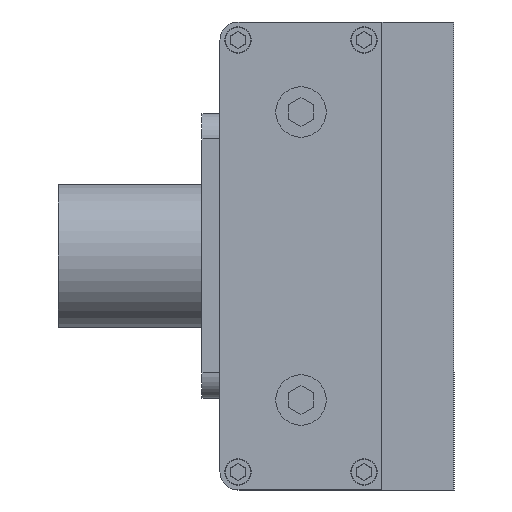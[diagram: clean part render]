
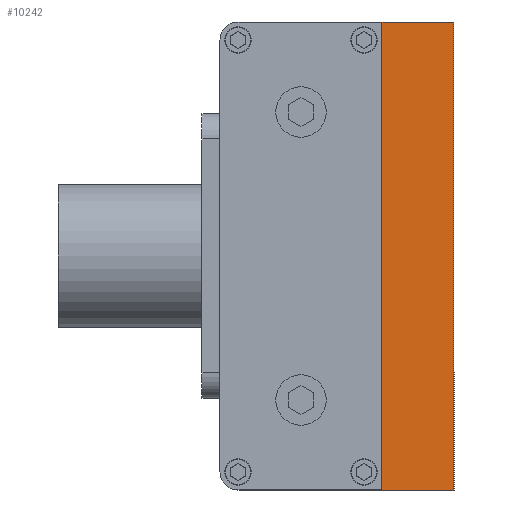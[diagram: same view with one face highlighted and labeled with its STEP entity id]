
A CAD part, left-side view. The second image highlights one B-rep face of the part: STEP entity #10242.
In plain terms, the highlighted planar face has unit normal (-1, 0, 0).
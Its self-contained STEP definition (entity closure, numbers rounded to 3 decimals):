
#1378 = EDGE_CURVE ( 'NONE', #33805, #15563, #30681, .T. ) ;
#1416 = CARTESIAN_POINT ( 'NONE',  ( -554., -20., 65. ) ) ;
#2844 = CARTESIAN_POINT ( 'NONE',  ( -554., -20., 65. ) ) ;
#4128 = LINE ( 'NONE', #27438, #19432 ) ;
#4160 = ORIENTED_EDGE ( 'NONE', *, *, #28662, .F. ) ;
#4247 = DIRECTION ( 'NONE',  ( 0., 0., -1. ) ) ;
#5360 = EDGE_CURVE ( 'NONE', #33805, #36206, #31870, .T. ) ;
#7309 = CARTESIAN_POINT ( 'NONE',  ( -554., -20., 65. ) ) ;
#7652 = CARTESIAN_POINT ( 'NONE',  ( -554., 0., -65. ) ) ;
#7757 = DIRECTION ( 'NONE',  ( 0., 1., 0. ) ) ;
#9510 = ORIENTED_EDGE ( 'NONE', *, *, #1378, .T. ) ;
#9923 = VECTOR ( 'NONE', #14517, 1000. ) ;
#10242 = ADVANCED_FACE ( 'NONE', ( #30419 ), #32920, .F. ) ;
#13368 = DIRECTION ( 'NONE',  ( 0., 0., -1. ) ) ;
#14517 = DIRECTION ( 'NONE',  ( 0., 0., -1. ) ) ;
#15563 = VERTEX_POINT ( 'NONE', #19578 ) ;
#18014 = DIRECTION ( 'NONE',  ( 0., 1., 0. ) ) ;
#18578 = CARTESIAN_POINT ( 'NONE',  ( -554., -20., -65. ) ) ;
#19432 = VECTOR ( 'NONE', #18014, 1000. ) ;
#19578 = CARTESIAN_POINT ( 'NONE',  ( -554., 0., 65. ) ) ;
#19606 = CARTESIAN_POINT ( 'NONE',  ( -554., -20., 65. ) ) ;
#19960 = VERTEX_POINT ( 'NONE', #7652 ) ;
#23660 = VECTOR ( 'NONE', #13368, 1000. ) ;
#25780 = VECTOR ( 'NONE', #7757, 1000. ) ;
#26369 = EDGE_LOOP ( 'NONE', ( #34848, #4160, #30231, #9510 ) ) ;
#26488 = EDGE_CURVE ( 'NONE', #15563, #19960, #33589, .T. ) ;
#27438 = CARTESIAN_POINT ( 'NONE',  ( -554., -20., -65. ) ) ;
#28662 = EDGE_CURVE ( 'NONE', #36206, #19960, #4128, .T. ) ;
#28838 = AXIS2_PLACEMENT_3D ( 'NONE', #7309, #30042, #4247 ) ;
#30042 = DIRECTION ( 'NONE',  ( 1., 0., 0. ) ) ;
#30231 = ORIENTED_EDGE ( 'NONE', *, *, #5360, .F. ) ;
#30419 = FACE_OUTER_BOUND ( 'NONE', #26369, .T. ) ;
#30681 = LINE ( 'NONE', #19606, #25780 ) ;
#30910 = CARTESIAN_POINT ( 'NONE',  ( -554., 0., 65. ) ) ;
#31870 = LINE ( 'NONE', #2844, #9923 ) ;
#32920 = PLANE ( 'NONE',  #28838 ) ;
#33589 = LINE ( 'NONE', #30910, #23660 ) ;
#33805 = VERTEX_POINT ( 'NONE', #1416 ) ;
#34848 = ORIENTED_EDGE ( 'NONE', *, *, #26488, .T. ) ;
#36206 = VERTEX_POINT ( 'NONE', #18578 ) ;
